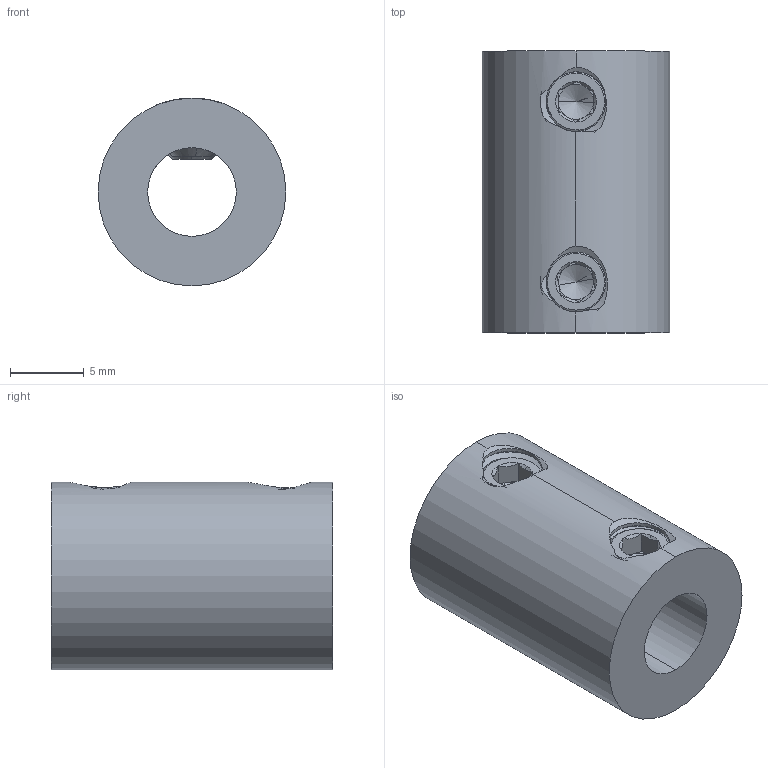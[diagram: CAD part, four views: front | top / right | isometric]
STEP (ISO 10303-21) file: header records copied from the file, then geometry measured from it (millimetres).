
FILE_DESCRIPTION (( 'STEP AP203' ), '1' );
FILE_NAME ('625230 assembly.STEP', '2016-08-26T16:05:47', ( '' ), ( '' ), 'SwSTEP 2.0', 'SolidWorks 2014', '' );
FILE_SCHEMA (( 'CONFIG_CONTROL_DESIGN' ));
Length unit declared in the file: inch
Products named in the file (3): 632134_91375A436; 625230; 625230 assembly
Assembly tree (3 placements, depth 2):
  625230 assembly
    625230
    632134_91375A436  x2
Bounding box: 12.69 x 19.05 x 12.69 mm (x, y, z)
Volume: 1831.5 mm3; surface area: 1605.9 mm2
Topology: 3 solids, 3 shells, 157 faces, 419 edges, 260 vertices
Faces by surface type: cylinder 77, cone 32, plane 28, bspline 20
Entity records: 10606 total; most frequent: CARTESIAN_POINT 7839, ORIENTED_EDGE 654, DIRECTION 357, EDGE_CURVE 327, VERTEX_POINT 211, AXIS2_PLACEMENT_3D 136, EDGE_LOOP 124, FACE_OUTER_BOUND 119
